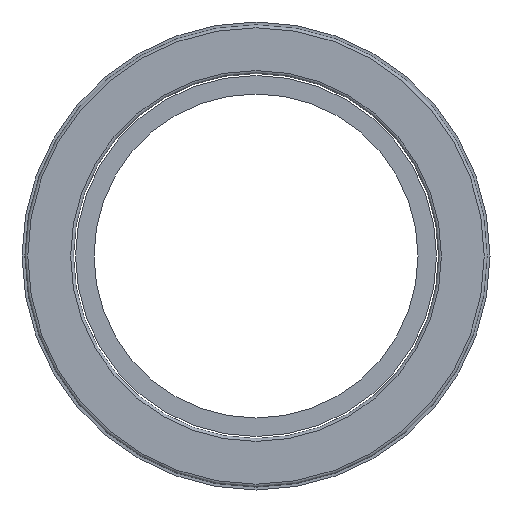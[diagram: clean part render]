
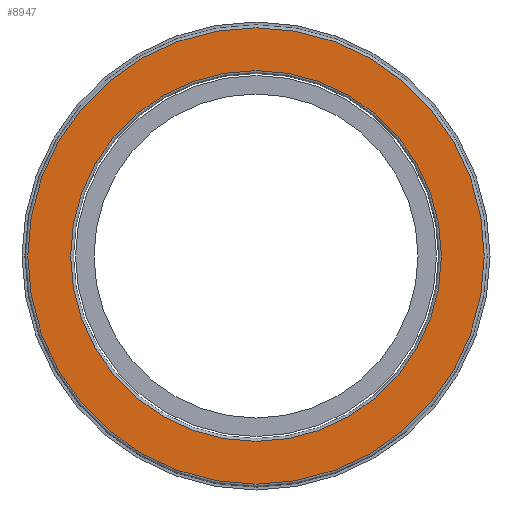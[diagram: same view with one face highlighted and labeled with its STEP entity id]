
A CAD part, left-side view. The second image highlights one B-rep face of the part: STEP entity #8947.
In plain terms, the highlighted planar face has unit normal (-1, 0, 0).
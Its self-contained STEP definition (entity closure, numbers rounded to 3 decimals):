
#391=FACE_BOUND('',#1445,.T.);
#549=PLANE('',#9880);
#873=FACE_OUTER_BOUND('',#1444,.T.);
#1444=EDGE_LOOP('',(#6177));
#1445=EDGE_LOOP('',(#6178));
#3610=CIRCLE('',#9878,51.5);
#3612=CIRCLE('',#9881,63.4);
#3916=VERTEX_POINT('',#13210);
#3917=VERTEX_POINT('',#13214);
#4775=EDGE_CURVE('',#3916,#3916,#3610,.T.);
#4777=EDGE_CURVE('',#3917,#3917,#3612,.T.);
#6177=ORIENTED_EDGE('',*,*,#4777,.F.);
#6178=ORIENTED_EDGE('',*,*,#4775,.T.);
#8947=ADVANCED_FACE('',(#873,#391),#549,.T.);
#9878=AXIS2_PLACEMENT_3D('',#13211,#10939,#10940);
#9880=AXIS2_PLACEMENT_3D('',#13213,#10943,#10944);
#9881=AXIS2_PLACEMENT_3D('',#13215,#10945,#10946);
#10939=DIRECTION('center_axis',(1.,0.,0.));
#10940=DIRECTION('ref_axis',(0.,0.,-1.));
#10943=DIRECTION('center_axis',(-1.,0.,0.));
#10944=DIRECTION('ref_axis',(0.,0.,1.));
#10945=DIRECTION('center_axis',(1.,0.,0.));
#10946=DIRECTION('ref_axis',(0.,0.,-1.));
#13210=CARTESIAN_POINT('',(-6.75,0.,51.5));
#13211=CARTESIAN_POINT('Origin',(-6.75,0.,0.));
#13213=CARTESIAN_POINT('Origin',(-6.75,63.4,0.));
#13214=CARTESIAN_POINT('',(-6.75,0.,63.4));
#13215=CARTESIAN_POINT('Origin',(-6.75,0.,0.));
